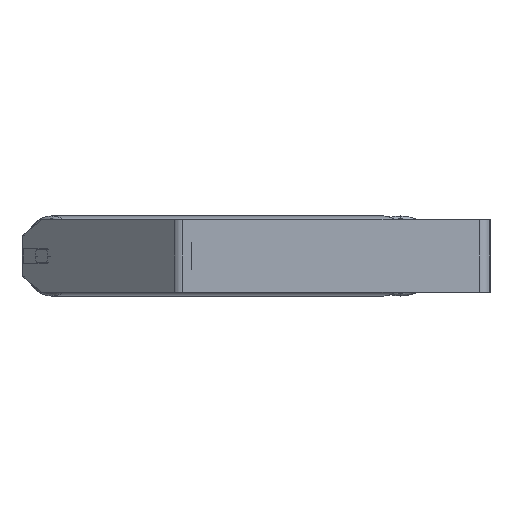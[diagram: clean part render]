
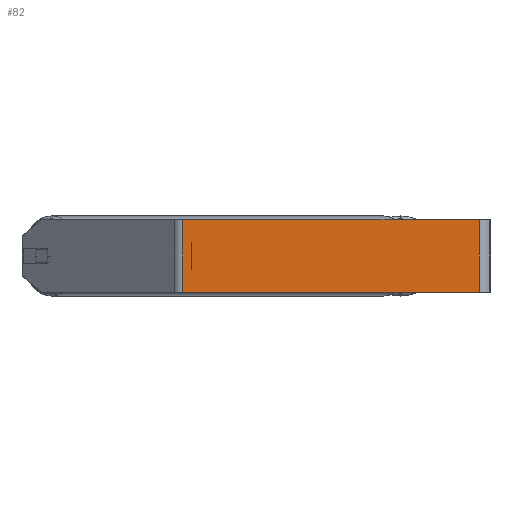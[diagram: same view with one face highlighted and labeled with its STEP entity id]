
A CAD part, left-side view. The second image highlights one B-rep face of the part: STEP entity #82.
In plain terms, the highlighted planar face has unit normal (-1, 0, 0).
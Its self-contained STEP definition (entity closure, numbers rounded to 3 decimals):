
#17 = EDGE_CURVE ( 'NONE', #3511, #6799, #7308, .T. ) ;
#82 = ADVANCED_FACE ( 'NONE', ( #6822 ), #6924, .F. ) ;
#180 = CARTESIAN_POINT ( 'NONE',  ( -840., 346.131, 40. ) ) ;
#488 = CARTESIAN_POINT ( 'NONE',  ( -840., 346.131, 40. ) ) ;
#1402 = CARTESIAN_POINT ( 'NONE',  ( -840., 341.161, -40. ) ) ;
#1470 = CARTESIAN_POINT ( 'NONE',  ( -840., 341.161, 40. ) ) ;
#1651 = CARTESIAN_POINT ( 'NONE',  ( -840., 12., -40. ) ) ;
#1876 = CARTESIAN_POINT ( 'NONE',  ( -840., 12., 40. ) ) ;
#1918 = DIRECTION ( 'NONE',  ( 0., 0., -1. ) ) ;
#1992 = VERTEX_POINT ( 'NONE', #1402 ) ;
#2260 = EDGE_CURVE ( 'NONE', #6799, #2539, #6530, .T. ) ;
#2358 = EDGE_CURVE ( 'NONE', #3511, #1992, #4174, .T. ) ;
#2539 = VERTEX_POINT ( 'NONE', #1651 ) ;
#2936 = LINE ( 'NONE', #8258, #5022 ) ;
#3235 = ORIENTED_EDGE ( 'NONE', *, *, #17, .F. ) ;
#3403 = ORIENTED_EDGE ( 'NONE', *, *, #2358, .T. ) ;
#3491 = AXIS2_PLACEMENT_3D ( 'NONE', #180, #4921, #7632 ) ;
#3511 = VERTEX_POINT ( 'NONE', #1470 ) ;
#3851 = DIRECTION ( 'NONE',  ( 0., -1., 0. ) ) ;
#4174 = LINE ( 'NONE', #6886, #7923 ) ;
#4199 = ORIENTED_EDGE ( 'NONE', *, *, #5745, .T. ) ;
#4704 = EDGE_LOOP ( 'NONE', ( #4199, #6879, #3235, #3403 ) ) ;
#4879 = DIRECTION ( 'NONE',  ( 0., -1., 0. ) ) ;
#4921 = DIRECTION ( 'NONE',  ( 1., 0., 0. ) ) ;
#5022 = VECTOR ( 'NONE', #4879, 1000. ) ;
#5745 = EDGE_CURVE ( 'NONE', #1992, #2539, #2936, .T. ) ;
#6038 = DIRECTION ( 'NONE',  ( 0., 0., -1. ) ) ;
#6042 = VECTOR ( 'NONE', #3851, 1000. ) ;
#6530 = LINE ( 'NONE', #1876, #7193 ) ;
#6799 = VERTEX_POINT ( 'NONE', #7930 ) ;
#6822 = FACE_OUTER_BOUND ( 'NONE', #4704, .T. ) ;
#6879 = ORIENTED_EDGE ( 'NONE', *, *, #2260, .F. ) ;
#6886 = CARTESIAN_POINT ( 'NONE',  ( -840., 341.161, 40. ) ) ;
#6924 = PLANE ( 'NONE',  #3491 ) ;
#7193 = VECTOR ( 'NONE', #1918, 1000. ) ;
#7308 = LINE ( 'NONE', #488, #6042 ) ;
#7632 = DIRECTION ( 'NONE',  ( 0., 0., -1. ) ) ;
#7923 = VECTOR ( 'NONE', #6038, 1000. ) ;
#7930 = CARTESIAN_POINT ( 'NONE',  ( -840., 12., 40. ) ) ;
#8258 = CARTESIAN_POINT ( 'NONE',  ( -840., 346.131, -40. ) ) ;
